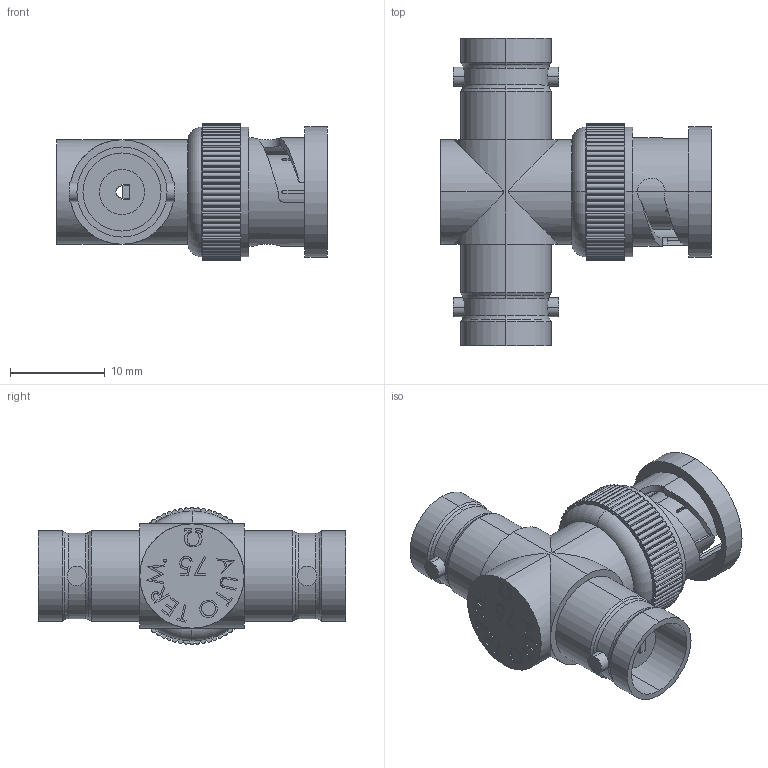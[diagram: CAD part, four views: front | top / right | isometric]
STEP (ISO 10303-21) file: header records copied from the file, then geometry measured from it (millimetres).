
FILE_DESCRIPTION (( 'STEP AP203' ), '1' );
FILE_NAME ('BA45-75.STEP', '2006-06-23T18:20:33', ( 'lcom' ), ( 'lcom' ), 'SwSTEP 2.0', 'SolidWorks 2006004', '' );
FILE_SCHEMA (( 'CONFIG_CONTROL_DESIGN' ));
Length unit declared in the file: inch
Products named in the file (3): BA45-75-MA1; 3AB03-002_with flange; BA45-75
Assembly tree (2 placements, depth 2):
  BA45-75
    BA45-75-MA1
    3AB03-002_with flange
Bounding box: 28.63 x 32.51 x 14.48 mm (x, y, z)
Volume: 3587 mm3; surface area: 4253.8 mm2
Topology: 2 solids, 2 shells, 573 faces, 1584 edges, 1041 vertices
Faces by surface type: plane 313, cylinder 189, bspline 51, torus 10, cone 8, sphere 2
Entity records: 23941 total; most frequent: CARTESIAN_POINT 9212, ORIENTED_EDGE 3160, DIRECTION 2798, EDGE_CURVE 1580, VECTOR 1040, LINE 1040, VERTEX_POINT 1039, AXIS2_PLACEMENT_3D 879
